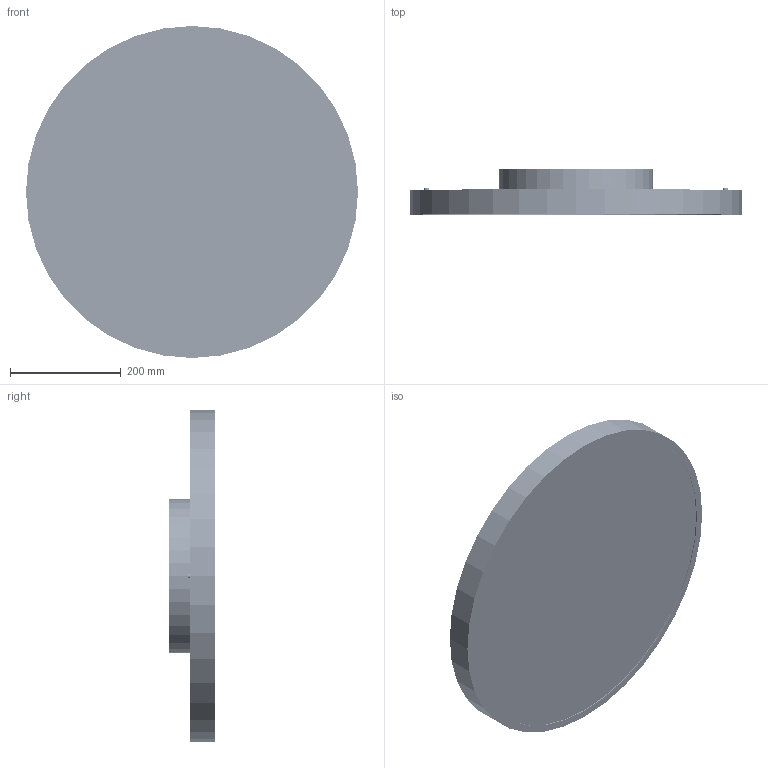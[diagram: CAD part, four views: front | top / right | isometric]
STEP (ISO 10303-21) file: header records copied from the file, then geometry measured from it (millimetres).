
FILE_DESCRIPTION((''),'2;1');
FILE_NAME('ROMI-F4-600-XD','2020-06-12T',('Administrator'),(''),'PRO/ENGINEER BY PARAMETRIC TECHNOLOGY CORPORATION, 2010280','PRO/ENGINEER BY PARAMETRIC TECHNOLOGY CORPORATION, 2010280','');
FILE_SCHEMA(('CONFIG_CONTROL_DESIGN'));
Products named in the file (1): ROMI-F4-600-XD
Bounding box: 600 x 82 x 600 mm (x, y, z)
Volume: 2581354.7 mm3; surface area: 2508972.3 mm2
Topology: 1 solids, 13 shells, 3615 faces, 9928 edges, 6440 vertices
Faces by surface type: cylinder 1706, plane 1463, bspline 202, cone 122, torus 98, sphere 24
Entity records: 146405 total; most frequent: CARTESIAN_POINT 51142, DIRECTION 20172, ORIENTED_EDGE 19792, EDGE_CURVE 9904, AXIS2_PLACEMENT_3D 7582, VERTEX_POINT 6440, VECTOR 5008, LINE 5008
